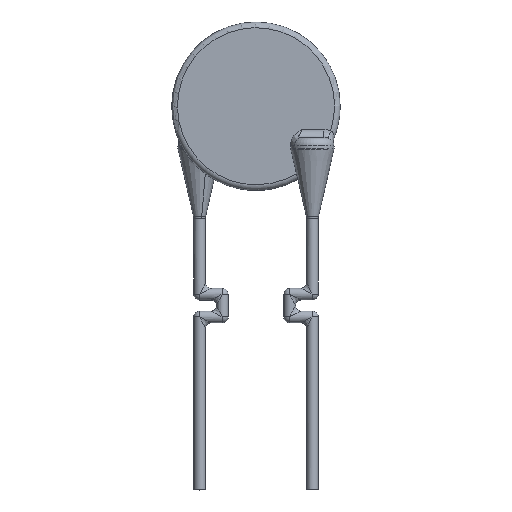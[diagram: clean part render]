
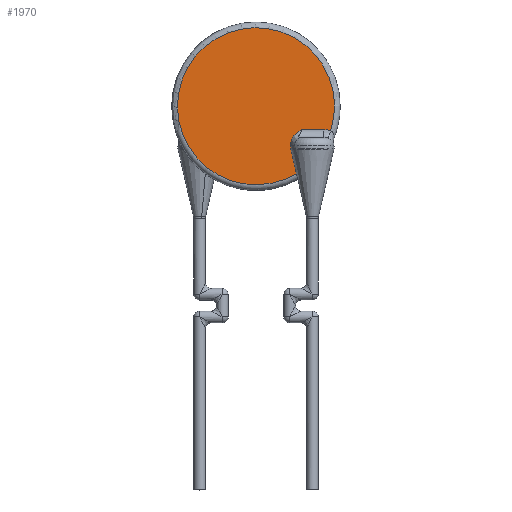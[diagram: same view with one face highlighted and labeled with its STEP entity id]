
A CAD part, top view. The second image highlights one B-rep face of the part: STEP entity #1970.
In plain terms, the highlighted planar face has unit normal (0, 0, 1).
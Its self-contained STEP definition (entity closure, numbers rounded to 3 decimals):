
#155=CARTESIAN_POINT('',(0.,0.,0.6));
#156=DIRECTION('',(0.,0.,1.));
#157=DIRECTION('',(0.949,-0.314,0.));
#158=AXIS2_PLACEMENT_3D('',#155,#156,#157);
#160=CARTESIAN_POINT('',(1.778,-2.957,0.6));
#226=CARTESIAN_POINT('',(1.878,-1.838,0.6));
#227=DIRECTION('',(0.,0.,-1.));
#228=DIRECTION('',(-0.974,-0.226,0.));
#229=AXIS2_PLACEMENT_3D('',#226,#227,#228);
#252=DIRECTION('',(0.,1.,0.));
#253=VECTOR('',#252,0.204);
#254=CARTESIAN_POINT('',(1.528,-1.838,0.6));
#255=LINE('',#254,#253);
#256=DIRECTION('',(-0.226,0.974,0.));
#257=VECTOR('',#256,1.067);
#258=CARTESIAN_POINT('',(1.778,-2.957,0.6));
#259=LINE('',#258,#257);
#260=CARTESIAN_POINT('',(2.965,-1.028,0.6));
#261=CARTESIAN_POINT('',(2.992,-1.028,0.6));
#262=CARTESIAN_POINT('',(3.041,-1.03,0.6));
#263=CARTESIAN_POINT('',(3.104,-1.037,0.6));
#264=CARTESIAN_POINT('',(3.161,-1.048,0.6));
#265=CARTESIAN_POINT('',(3.218,-1.062,0.6));
#266=CARTESIAN_POINT('',(3.256,-1.075,0.6));
#267=CARTESIAN_POINT('',(3.276,-1.083,0.6));
#269=DIRECTION('',(-1.,0.,0.));
#270=VECTOR('',#269,0.975);
#271=CARTESIAN_POINT('',(2.965,-1.028,0.6));
#272=LINE('',#271,#270);
#273=CARTESIAN_POINT('',(1.991,-1.028,0.6));
#274=CARTESIAN_POINT('',(1.972,-1.047,0.6));
#275=CARTESIAN_POINT('',(1.93,-1.084,0.6));
#276=CARTESIAN_POINT('',(1.857,-1.139,0.6));
#277=CARTESIAN_POINT('',(1.773,-1.201,0.6));
#278=CARTESIAN_POINT('',(1.695,-1.268,0.6));
#279=CARTESIAN_POINT('',(1.631,-1.34,0.6));
#280=CARTESIAN_POINT('',(1.583,-1.415,0.6));
#281=CARTESIAN_POINT('',(1.551,-1.488,0.6));
#282=CARTESIAN_POINT('',(1.532,-1.562,0.6));
#283=CARTESIAN_POINT('',(1.528,-1.61,0.6));
#284=CARTESIAN_POINT('',(1.528,-1.634,0.6));
#286=CARTESIAN_POINT('',(1.528,-1.634,0.6));
#1526=VERTEX_POINT('',#160);
#1616=CARTESIAN_POINT('',(2.965,-1.028,
0.6));
#1617=CARTESIAN_POINT('',(1.991,-1.028,0.6));
#1618=VERTEX_POINT('',#1616);
#1619=VERTEX_POINT('',#1617);
#1635=VERTEX_POINT('',#286);
#1657=CARTESIAN_POINT('',(1.537,-1.917,0.6));
#1658=VERTEX_POINT('',#1657);
#1661=CARTESIAN_POINT('',(1.528,-1.838,0.6));
#1662=VERTEX_POINT('',#1661);
#1669=CARTESIAN_POINT('',(3.276,-1.083,0.6));
#1670=VERTEX_POINT('',#1669);
#1952=CARTESIAN_POINT('',(0.,0.,0.6));
#1953=DIRECTION('',(0.,0.,1.));
#1954=DIRECTION('',(1.,0.,0.));
#1955=AXIS2_PLACEMENT_3D('',#1952,#1953,#1954);
#1956=PLANE('',#1955);
#1958=ORIENTED_EDGE('',*,*,#1957,.F.);
#1959=ORIENTED_EDGE('',*,*,#1927,.F.);
#1960=ORIENTED_EDGE('',*,*,#1940,.F.);
#1961=ORIENTED_EDGE('',*,*,#1759,.F.);
#1963=ORIENTED_EDGE('',*,*,#1962,.F.);
#1965=ORIENTED_EDGE('',*,*,#1964,.T.);
#1967=ORIENTED_EDGE('',*,*,#1966,.T.);
#1968=EDGE_LOOP('',(#1958,#1959,#1960,#1961,#1963,#1965,#1967));
#1969=FACE_OUTER_BOUND('',#1968,.F.);
#159=CIRCLE('',#158,3.45);
#230=CIRCLE('',#229,0.35);
#268=B_SPLINE_CURVE_WITH_KNOTS('',3,(#260,#261,#262,#263,#264,#265,#266,#267),
.UNSPECIFIED.,.F.,.F.,(4,1,1,1,1,4),(0.,0.2,0.4,0.6,0.8,1.),
.UNSPECIFIED.);
#285=B_SPLINE_CURVE_WITH_KNOTS('',3,(#273,#274,#275,#276,#277,#278,#279,#280,
#281,#282,#283,#284),.UNSPECIFIED.,.F.,.F.,(4,1,1,1,1,1,1,1,1,4),(0.,
0.111,0.222,0.333,0.444,
0.556,0.667,0.778,0.889,1.),
.UNSPECIFIED.);
#1759=EDGE_CURVE('',#1670,#1526,#159,.T.);
#1927=EDGE_CURVE('',#1658,#1662,#230,.T.);
#1940=EDGE_CURVE('',#1526,#1658,#259,.T.);
#1957=EDGE_CURVE('',#1662,#1635,#255,.T.);
#1962=EDGE_CURVE('',#1618,#1670,#268,.T.);
#1964=EDGE_CURVE('',#1618,#1619,#272,.T.);
#1966=EDGE_CURVE('',#1619,#1635,#285,.T.);
#1970=ADVANCED_FACE('',(#1969),#1956,.T.);
